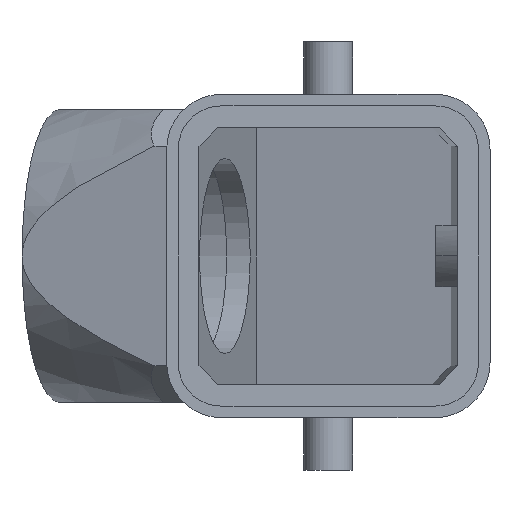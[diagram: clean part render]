
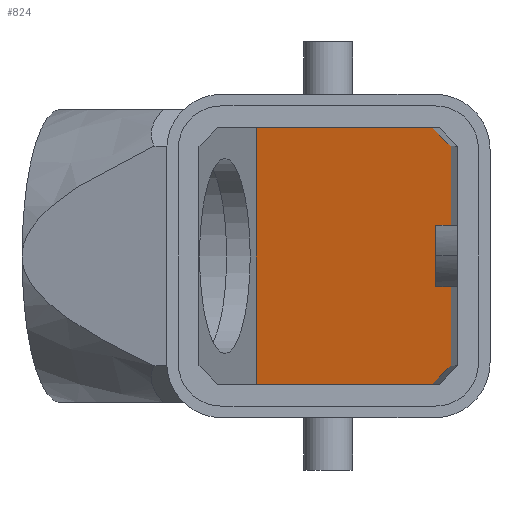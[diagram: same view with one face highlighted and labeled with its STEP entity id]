
A CAD part, front view. The second image highlights one B-rep face of the part: STEP entity #824.
In plain terms, the highlighted planar face has unit normal (-0.259, -0.966, 0).
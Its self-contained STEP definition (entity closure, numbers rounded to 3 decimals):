
#824=ADVANCED_FACE('',(#1146),#988,.F.);
#988=PLANE('',#4130);
#1146=FACE_OUTER_BOUND('',#1327,.T.);
#1327=EDGE_LOOP('',(#1930,#1931,#1932,#1933,#1934,#1935,#1936,#1937,#1938,
#1939));
#1930=ORIENTED_EDGE('',*,*,#2975,.T.);
#1931=ORIENTED_EDGE('',*,*,#2976,.F.);
#1932=ORIENTED_EDGE('',*,*,#2977,.T.);
#1933=ORIENTED_EDGE('',*,*,#2978,.T.);
#1934=ORIENTED_EDGE('',*,*,#2979,.T.);
#1935=ORIENTED_EDGE('',*,*,#2974,.F.);
#1936=ORIENTED_EDGE('',*,*,#2969,.T.);
#1937=ORIENTED_EDGE('',*,*,#2968,.F.);
#1938=ORIENTED_EDGE('',*,*,#2960,.F.);
#1939=ORIENTED_EDGE('',*,*,#2980,.F.);
#2554=VERTEX_POINT('',#6136);
#2556=VERTEX_POINT('',#6140);
#2559=VERTEX_POINT('',#6167);
#2561=VERTEX_POINT('',#6176);
#2563=VERTEX_POINT('',#6182);
#2565=VERTEX_POINT('',#6188);
#2566=VERTEX_POINT('',#6189);
#2567=VERTEX_POINT('',#6191);
#2568=VERTEX_POINT('',#6193);
#2569=VERTEX_POINT('',#6195);
#2960=EDGE_CURVE('',#2556,#2554,#3383,.T.);
#2968=EDGE_CURVE('',#2554,#2559,#3386,.T.);
#2969=EDGE_CURVE('',#2561,#2559,#3387,.T.);
#2974=EDGE_CURVE('',#2561,#2563,#3392,.T.);
#2975=EDGE_CURVE('',#2565,#2566,#3393,.T.);
#2976=EDGE_CURVE('',#2567,#2566,#3394,.T.);
#2977=EDGE_CURVE('',#2567,#2568,#3395,.T.);
#2978=EDGE_CURVE('',#2568,#2569,#3396,.T.);
#2979=EDGE_CURVE('',#2569,#2563,#3397,.T.);
#2980=EDGE_CURVE('',#2565,#2556,#3398,.T.);
#3383=LINE('',#6141,#3769);
#3386=LINE('',#6173,#3772);
#3387=LINE('',#6175,#3773);
#3392=LINE('',#6185,#3778);
#3393=LINE('',#6187,#3779);
#3394=LINE('',#6190,#3780);
#3395=LINE('',#6192,#3781);
#3396=LINE('',#6194,#3782);
#3397=LINE('',#6196,#3783);
#3398=LINE('',#6197,#3784);
#3769=VECTOR('',#4727,1.);
#3772=VECTOR('',#4736,1.);
#3773=VECTOR('',#4739,1.);
#3778=VECTOR('',#4746,1.);
#3779=VECTOR('',#4749,1.);
#3780=VECTOR('',#4750,1.);
#3781=VECTOR('',#4751,1.);
#3782=VECTOR('',#4752,1.);
#3783=VECTOR('',#4753,1.);
#3784=VECTOR('',#4754,1.);
#4130=AXIS2_PLACEMENT_3D('',#6198,#4755,#4756);
#4727=DIRECTION('',(0.,0.,-1.));
#4736=DIRECTION('',(0.966,-0.259,0.));
#4739=DIRECTION('',(0.,0.,1.));
#4746=DIRECTION('',(-0.697,0.187,-0.692));
#4749=DIRECTION('',(0.,0.,1.));
#4750=DIRECTION('',(0.697,-0.187,-0.692));
#4751=DIRECTION('',(-0.966,0.259,0.));
#4752=DIRECTION('',(0.,0.,-1.));
#4753=DIRECTION('',(0.966,-0.259,0.));
#4754=DIRECTION('',(-0.966,0.259,0.));
#4755=DIRECTION('',(0.259,0.966,0.));
#4756=DIRECTION('',(-0.966,0.259,0.));
#6136=CARTESIAN_POINT('',(8.986,45.05,-2.5));
#6140=CARTESIAN_POINT('',(8.986,45.05,2.5));
#6141=CARTESIAN_POINT('',(8.986,45.05,2.5));
#6167=CARTESIAN_POINT('',(10.059,44.763,-2.5));
#6173=CARTESIAN_POINT('',(8.986,45.05,-2.5));
#6175=CARTESIAN_POINT('',(10.059,44.763,-9.));
#6176=CARTESIAN_POINT('',(10.059,44.763,-9.));
#6182=CARTESIAN_POINT('',(8.547,45.168,-10.5));
#6185=CARTESIAN_POINT('',(10.059,44.763,-9.));
#6187=CARTESIAN_POINT('',(10.059,44.763,2.5));
#6188=CARTESIAN_POINT('',(10.059,44.763,2.5));
#6189=CARTESIAN_POINT('',(10.059,44.763,9.));
#6190=CARTESIAN_POINT('',(8.547,45.168,10.5));
#6191=CARTESIAN_POINT('',(8.547,45.168,10.5));
#6192=CARTESIAN_POINT('',(8.547,45.168,10.5));
#6193=CARTESIAN_POINT('',(-5.889,49.036,10.5));
#6194=CARTESIAN_POINT('',(-5.889,49.036,10.5));
#6195=CARTESIAN_POINT('',(-5.889,49.036,-10.5));
#6196=CARTESIAN_POINT('',(-5.889,49.036,-10.5));
#6197=CARTESIAN_POINT('',(10.059,44.763,2.5));
#6198=CARTESIAN_POINT('',(10.059,44.763,-10.5));
